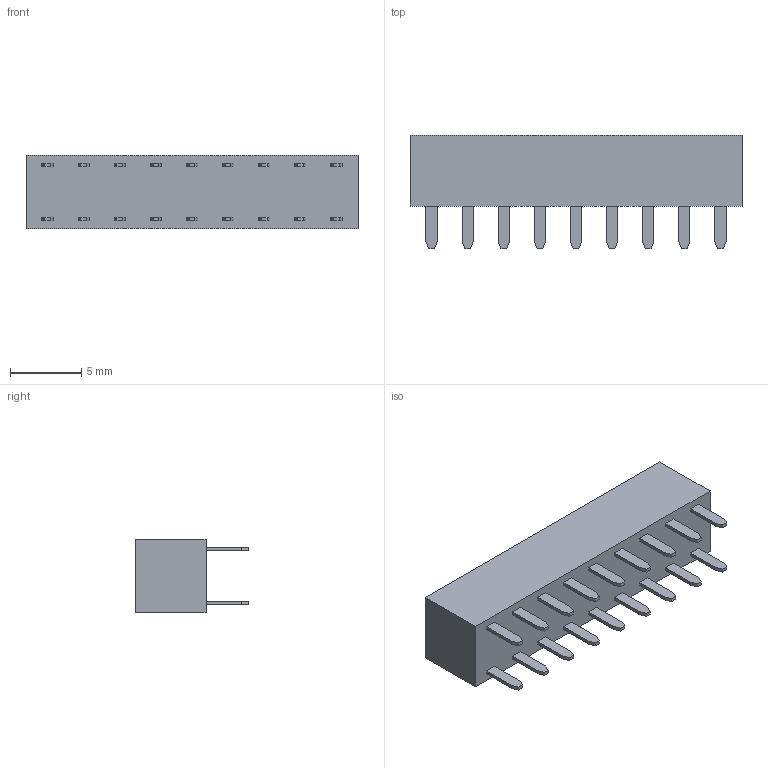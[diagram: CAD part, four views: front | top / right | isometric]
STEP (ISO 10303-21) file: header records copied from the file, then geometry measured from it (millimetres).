
FILE_DESCRIPTION( ('This file contains a STEP AP42 implementation' ,'as created by ZW3D STEP Interface translator.') ,'2;1' );
FILE_NAME( '2150-2XXWXXCUNX3.stp' ,'23 5 2. 936 8', (''), ('ZWCAD Software Co.'), 'Version 1.0', 'ZW3D to STEP translator', '' );
FILE_SCHEMA(('AUTOMOTIVE_DESIGN { 1 0 10303 214 1 1 1 1 }'));
Length unit declared in the file: millimetre
Products named in the file (2): 0; 2150-220WXXCUNX3
Bounding box: 23.36 x 8 x 5.2 mm (x, y, z)
Surface area: 1640.2 mm2 (no closed solid volume)
Topology: 0 solids, 1 shells, 1590 faces, 4504 edges, 2880 vertices
Faces by surface type: plane 1158, bspline 252, cylinder 180
Entity records: 70262 total; most frequent: CARTESIAN_POINT 35927, ORIENTED_EDGE 9368, EDGE_CURVE 4486, B_SPLINE_CURVE_WITH_KNOTS 3918, DIRECTION 3282, VERTEX_POINT 2880, EDGE_LOOP 1680, FACE_OUTER_BOUND 1590
